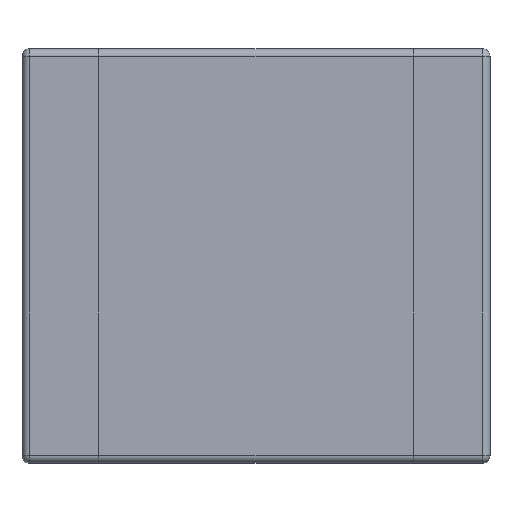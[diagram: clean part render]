
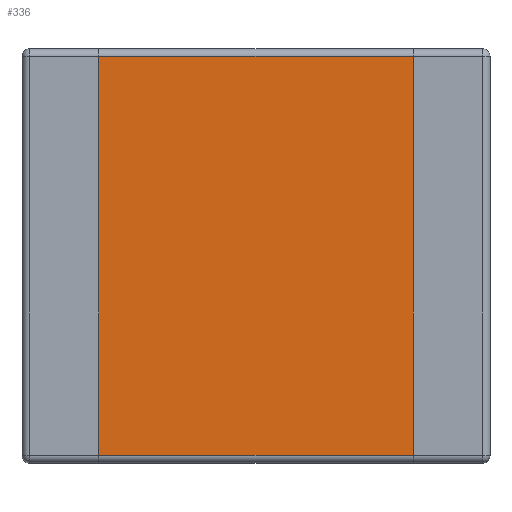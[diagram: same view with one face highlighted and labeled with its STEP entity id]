
A CAD part, top view. The second image highlights one B-rep face of the part: STEP entity #336.
In plain terms, the highlighted planar face has unit normal (0, 0, 1).
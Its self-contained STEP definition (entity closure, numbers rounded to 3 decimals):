
#70=CARTESIAN_POINT('',(2.05,2.6,2.0));
#71=VERTEX_POINT('',#70);
#89=CARTESIAN_POINT('',(-2.05,2.6,2.0));
#90=VERTEX_POINT('',#89);
#98=CARTESIAN_POINT('',(-2.05,2.6,2.0));
#99=DIRECTION('',(1.0,0.0,0.0));
#100=VECTOR('',#99,4.1);
#101=LINE('',#98,#100);
#102=EDGE_CURVE('',#90,#71,#101,.T.);
#144=CARTESIAN_POINT('',(2.05,-2.6,2.0));
#145=VERTEX_POINT('',#144);
#146=CARTESIAN_POINT('',(2.05,2.6,2.0));
#147=DIRECTION('',(0.0,-1.0,0.0));
#148=VECTOR('',#147,5.2);
#149=LINE('',#146,#148);
#150=EDGE_CURVE('',#71,#145,#149,.T.);
#300=CARTESIAN_POINT('',(-2.05,-2.6,2.0));
#301=VERTEX_POINT('',#300);
#311=CARTESIAN_POINT('',(2.05,-2.6,2.0));
#312=DIRECTION('',(-1.0,0.0,0.0));
#313=VECTOR('',#312,4.1);
#314=LINE('',#311,#313);
#315=EDGE_CURVE('',#145,#301,#314,.T.);
#320=CARTESIAN_POINT('',(0.0,0.0,2.0));
#321=DIRECTION('',(0.0,0.0,1.0));
#322=DIRECTION('',(1.0,0.0,0.0));
#323=AXIS2_PLACEMENT_3D('',#320,#321,#322);
#324=PLANE('',#323);
#325=ORIENTED_EDGE('',*,*,#102,.F.);
#326=CARTESIAN_POINT('',(-2.05,-2.6,2.0));
#327=DIRECTION('',(0.0,1.0,0.0));
#328=VECTOR('',#327,5.2);
#329=LINE('',#326,#328);
#330=EDGE_CURVE('',#301,#90,#329,.T.);
#331=ORIENTED_EDGE('',*,*,#330,.F.);
#332=ORIENTED_EDGE('',*,*,#315,.F.);
#333=ORIENTED_EDGE('',*,*,#150,.F.);
#334=EDGE_LOOP('',(#325,#331,#332,#333));
#335=FACE_OUTER_BOUND('',#334,.T.);
#336=ADVANCED_FACE('',(#335),#324,.T.);
